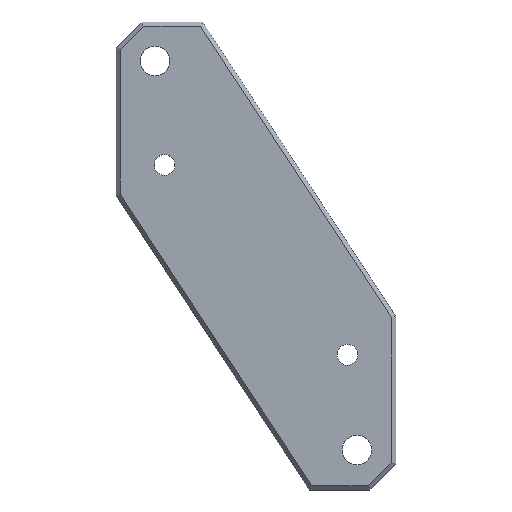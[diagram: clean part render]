
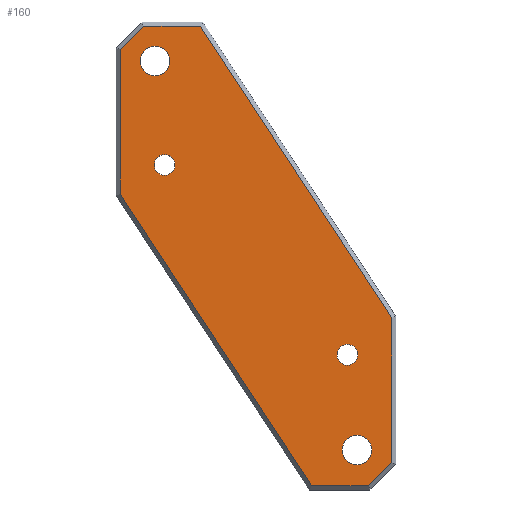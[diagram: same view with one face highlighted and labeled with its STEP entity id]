
A CAD part, top view. The second image highlights one B-rep face of the part: STEP entity #160.
In plain terms, the highlighted planar face has unit normal (0, 0, 1).
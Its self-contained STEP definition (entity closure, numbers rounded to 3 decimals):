
#27=CARTESIAN_POINT('',(-775.521,-142.475,31.6));
#28=DIRECTION('',(0.,0.,1.));
#29=DIRECTION('',(1.,0.,0.));
#30=AXIS2_PLACEMENT_3D('',#27,#28,#29);
#31=PLANE('',#30);
#32=CARTESIAN_POINT('',(80.599,185.921,31.6));
#33=VERTEX_POINT('',#32);
#34=CARTESIAN_POINT('',(83.999,185.921,31.6));
#35=VERTEX_POINT('',#34);
#36=CARTESIAN_POINT('',(82.299,185.921,31.6));
#37=DIRECTION('',(0.,0.,1.));
#38=DIRECTION('',(1.,0.,-0.));
#39=AXIS2_PLACEMENT_3D('',#36,#37,#38);
#40=CIRCLE('',#39,1.7);
#41=EDGE_CURVE('',#33,#35,#40,.T.);
#42=ORIENTED_EDGE('',*,*,#41,.F.);
#43=CARTESIAN_POINT('',(82.299,185.921,31.6));
#44=DIRECTION('',(0.,0.,1.));
#45=DIRECTION('',(1.,0.,-0.));
#46=AXIS2_PLACEMENT_3D('',#43,#44,#45);
#47=CIRCLE('',#46,1.7);
#48=EDGE_CURVE('',#35,#33,#47,.T.);
#49=ORIENTED_EDGE('',*,*,#48,.F.);
#50=EDGE_LOOP('',(#42,#49));
#51=FACE_BOUND('',#50,.T.);
#52=CARTESIAN_POINT('',(57.299,230.821,31.6));
#53=VERTEX_POINT('',#52);
#54=CARTESIAN_POINT('',(60.699,230.821,31.6));
#55=VERTEX_POINT('',#54);
#56=CARTESIAN_POINT('',(58.999,230.821,31.6));
#57=DIRECTION('',(0.,0.,1.));
#58=DIRECTION('',(1.,0.,-0.));
#59=AXIS2_PLACEMENT_3D('',#56,#57,#58);
#60=CIRCLE('',#59,1.7);
#61=EDGE_CURVE('',#53,#55,#60,.T.);
#62=ORIENTED_EDGE('',*,*,#61,.F.);
#63=CARTESIAN_POINT('',(58.999,230.821,31.6));
#64=DIRECTION('',(0.,0.,1.));
#65=DIRECTION('',(1.,0.,-0.));
#66=AXIS2_PLACEMENT_3D('',#63,#64,#65);
#67=CIRCLE('',#66,1.7);
#68=EDGE_CURVE('',#55,#53,#67,.T.);
#69=ORIENTED_EDGE('',*,*,#68,.F.);
#70=EDGE_LOOP('',(#62,#69));
#71=FACE_BOUND('',#70,.T.);
#72=CARTESIAN_POINT('',(61.299,218.821,31.6));
#73=VERTEX_POINT('',#72);
#74=CARTESIAN_POINT('',(60.099,218.821,31.6));
#75=DIRECTION('',(0.,0.,1.));
#76=DIRECTION('',(1.,0.,-0.));
#77=AXIS2_PLACEMENT_3D('',#74,#75,#76);
#78=CIRCLE('',#77,1.2);
#79=EDGE_CURVE('',#73,#73,#78,.T.);
#80=ORIENTED_EDGE('',*,*,#79,.F.);
#81=EDGE_LOOP('',(#80));
#82=FACE_BOUND('',#81,.T.);
#83=CARTESIAN_POINT('',(82.399,196.921,31.6));
#84=VERTEX_POINT('',#83);
#85=CARTESIAN_POINT('',(81.199,196.921,31.6));
#86=DIRECTION('',(0.,0.,1.));
#87=DIRECTION('',(1.,0.,-0.));
#88=AXIS2_PLACEMENT_3D('',#85,#86,#87);
#89=CIRCLE('',#88,1.2);
#90=EDGE_CURVE('',#84,#84,#89,.T.);
#91=ORIENTED_EDGE('',*,*,#90,.F.);
#92=EDGE_LOOP('',(#91));
#93=FACE_BOUND('',#92,.T.);
#94=CARTESIAN_POINT('',(83.591,181.821,31.6));
#95=VERTEX_POINT('',#94);
#96=CARTESIAN_POINT('',(86.299,184.528,31.6));
#97=VERTEX_POINT('',#96);
#98=CARTESIAN_POINT('',(83.591,181.821,31.6));
#99=DIRECTION('',(0.707,0.707,0.));
#100=VECTOR('',#99,3.828);
#101=LINE('',#98,#100);
#102=EDGE_CURVE('',#95,#97,#101,.T.);
#103=ORIENTED_EDGE('',*,*,#102,.T.);
#104=CARTESIAN_POINT('',(86.299,201.172,31.6));
#105=VERTEX_POINT('',#104);
#106=CARTESIAN_POINT('',(86.299,184.528,31.6));
#107=DIRECTION('',(0.,1.,0.));
#108=VECTOR('',#107,16.644);
#109=LINE('',#106,#108);
#110=EDGE_CURVE('',#97,#105,#109,.T.);
#111=ORIENTED_EDGE('',*,*,#110,.T.);
#112=CARTESIAN_POINT('',(64.228,234.821,31.6));
#113=VERTEX_POINT('',#112);
#114=CARTESIAN_POINT('',(86.299,201.172,31.6));
#115=DIRECTION('',(-0.548,0.836,0.));
#116=VECTOR('',#115,40.241);
#117=LINE('',#114,#116);
#118=EDGE_CURVE('',#105,#113,#117,.T.);
#119=ORIENTED_EDGE('',*,*,#118,.T.);
#120=CARTESIAN_POINT('',(57.706,234.821,31.6));
#121=VERTEX_POINT('',#120);
#122=CARTESIAN_POINT('',(64.228,234.821,31.6));
#123=DIRECTION('',(-1.,0.,0.));
#124=VECTOR('',#123,6.523);
#125=LINE('',#122,#124);
#126=EDGE_CURVE('',#113,#121,#125,.T.);
#127=ORIENTED_EDGE('',*,*,#126,.T.);
#128=CARTESIAN_POINT('',(54.999,232.114,31.6));
#129=VERTEX_POINT('',#128);
#130=CARTESIAN_POINT('',(57.706,234.821,31.6));
#131=DIRECTION('',(-0.707,-0.707,0.));
#132=VECTOR('',#131,3.828);
#133=LINE('',#130,#132);
#134=EDGE_CURVE('',#121,#129,#133,.T.);
#135=ORIENTED_EDGE('',*,*,#134,.T.);
#136=CARTESIAN_POINT('',(54.999,215.471,31.6));
#137=VERTEX_POINT('',#136);
#138=CARTESIAN_POINT('',(54.999,232.114,31.6));
#139=DIRECTION('',(0.,-1.,0.));
#140=VECTOR('',#139,16.644);
#141=LINE('',#138,#140);
#142=EDGE_CURVE('',#129,#137,#141,.T.);
#143=ORIENTED_EDGE('',*,*,#142,.T.);
#144=CARTESIAN_POINT('',(77.069,181.821,31.6));
#145=VERTEX_POINT('',#144);
#146=CARTESIAN_POINT('',(54.999,215.471,31.6));
#147=DIRECTION('',(0.548,-0.836,0.));
#148=VECTOR('',#147,40.241);
#149=LINE('',#146,#148);
#150=EDGE_CURVE('',#137,#145,#149,.T.);
#151=ORIENTED_EDGE('',*,*,#150,.T.);
#152=CARTESIAN_POINT('',(77.069,181.821,31.6));
#153=DIRECTION('',(1.,0.,0.));
#154=VECTOR('',#153,6.523);
#155=LINE('',#152,#154);
#156=EDGE_CURVE('',#145,#95,#155,.T.);
#157=ORIENTED_EDGE('',*,*,#156,.T.);
#158=EDGE_LOOP('',(#103,#111,#119,#127,#135,#143,#151,#157));
#159=FACE_BOUND('',#158,.T.);
#160=ADVANCED_FACE('',(#51,#71,#82,#93,#159),#31,.T.);
